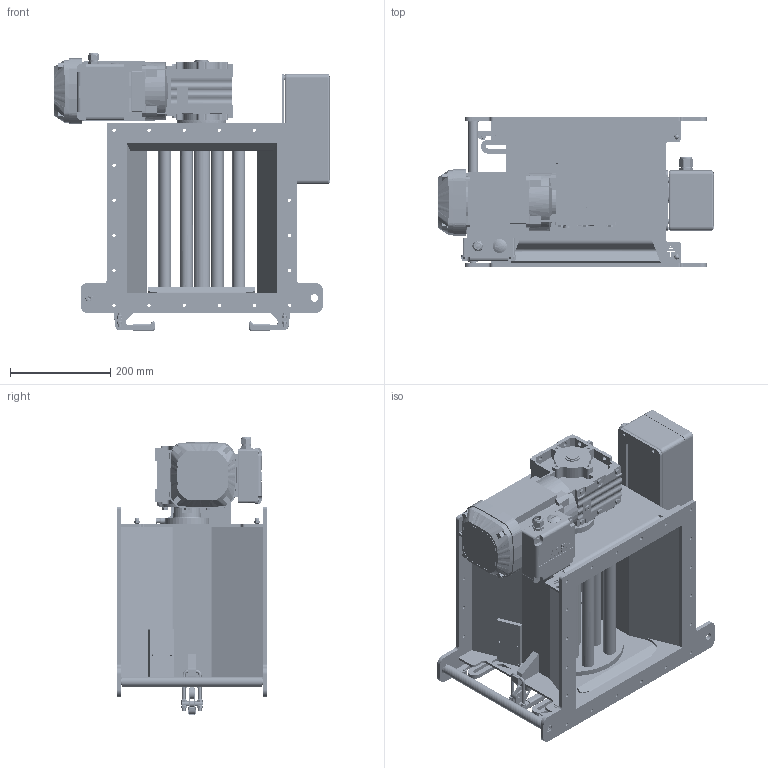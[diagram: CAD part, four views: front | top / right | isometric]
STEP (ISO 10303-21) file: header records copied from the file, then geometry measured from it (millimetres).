
FILE_DESCRIPTION(/* description */ (''),/* implementation_level */ '2;1');
FILE_NAME(/* name */ 'SCRB3030021 C.stp',/* time_stamp */ '2020-05-01T17:23:14+02:00',/* author */ ('CR'),/* organization */ (''),/* preprocessor_version */ 'ST-DEVELOPER v17.2',/* originating_system */ 'Autodesk Inventor 2019',/* authorisation */ '');
FILE_SCHEMA (('CONFIG_CONTROL_DESIGN'));
Products named in the file (1): Part5
Bounding box: 549.7 x 300 x 557.03 mm (x, y, z)
Volume: 9800426.7 mm3; surface area: 2546876.6 mm2
Topology: 6 solids, 35 shells, 3700 faces, 10223 edges, 6702 vertices
Faces by surface type: plane 1874, cylinder 1108, cone 401, torus 209, bspline 79, sphere 29
Full cylindrical faces by diameter (mm): 2.2 x2, 2.5 x1, 3.242 x1, 4 x13, 4.134 x14, 4.886 x2, 4.917 x11, 5 x10, 5.459 x16, 5.5 x10, 6 x47, 6.1 x4, 6.2 x4, 6.4 x20, 6.5 x4, 6.647 x42, 7 x8, 8 x6, 8.249 x1, 8.566 x1, 9 x8, 9.5 x2, 9.8 x1, 10 x23, 10.2 x2, 11 x4, 11.5 x1, 12 x34, 12.1 x1, 13 x10
Entity records: 128421 total; most frequent: CARTESIAN_POINT 27789, DIRECTION 20757, ORIENTED_EDGE 20364, EDGE_CURVE 10182, AXIS2_PLACEMENT_3D 7772, VERTEX_POINT 6692, LINE 5213, VECTOR 5213
